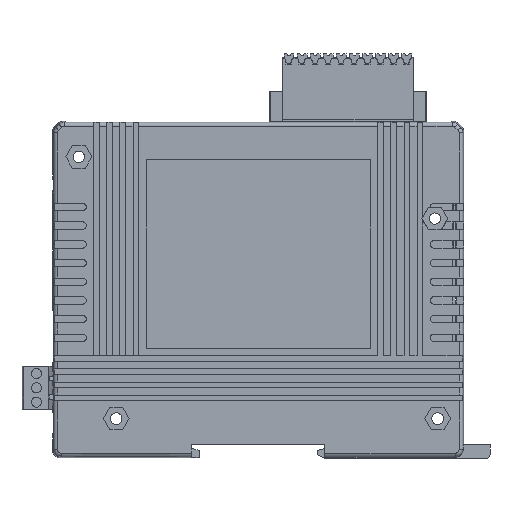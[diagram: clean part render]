
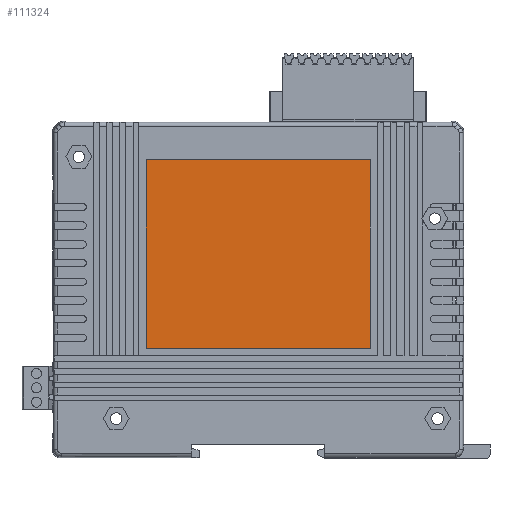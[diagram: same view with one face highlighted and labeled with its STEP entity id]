
A CAD part, left-side view. The second image highlights one B-rep face of the part: STEP entity #111324.
In plain terms, the highlighted face is planar.
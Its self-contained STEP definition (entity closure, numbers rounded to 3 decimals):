
#589 = VECTOR ( 'NONE', #72655, 1000. ) ;
#8489 = ORIENTED_EDGE ( 'NONE', *, *, #32611, .T. ) ;
#11875 = CARTESIAN_POINT ( 'NONE',  ( -29.392, -16.894, -19.971 ) ) ;
#16560 = VECTOR ( 'NONE', #31461, 1000. ) ;
#29449 = AXIS2_PLACEMENT_3D ( 'NONE', #58635, #103736, #56236 ) ;
#31461 = DIRECTION ( 'NONE',  ( 0., 0., -1. ) ) ;
#32570 = CARTESIAN_POINT ( 'NONE',  ( -29.392, -16.894, -70.429 ) ) ;
#32611 = EDGE_CURVE ( 'NONE', #115134, #107110, #40608, .T. ) ;
#37693 = VERTEX_POINT ( 'NONE', #42598 ) ;
#38419 = EDGE_CURVE ( 'NONE', #111443, #37693, #49655, .T. ) ;
#40514 = CARTESIAN_POINT ( 'NONE',  ( -89.392, -16.894, -19.971 ) ) ;
#40608 = LINE ( 'NONE', #114949, #16560 ) ;
#42598 = CARTESIAN_POINT ( 'NONE',  ( -89.392, -16.894, -70.429 ) ) ;
#45034 = ORIENTED_EDGE ( 'NONE', *, *, #102678, .T. ) ;
#45217 = CARTESIAN_POINT ( 'NONE',  ( -29.392, -16.894, -19.971 ) ) ;
#49058 = DIRECTION ( 'NONE',  ( 0., 0., -1. ) ) ;
#49655 = LINE ( 'NONE', #40514, #119789 ) ;
#50849 = EDGE_LOOP ( 'NONE', ( #8489, #45034, #82044, #57927 ) ) ;
#56236 = DIRECTION ( 'NONE',  ( 0., 0., 1. ) ) ;
#57927 = ORIENTED_EDGE ( 'NONE', *, *, #71220, .F. ) ;
#58635 = CARTESIAN_POINT ( 'NONE',  ( -29.392, -16.894, -70.429 ) ) ;
#61584 = CARTESIAN_POINT ( 'NONE',  ( -29.392, -16.894, -70.429 ) ) ;
#64095 = LINE ( 'NONE', #45217, #589 ) ;
#71220 = EDGE_CURVE ( 'NONE', #115134, #111443, #64095, .T. ) ;
#72655 = DIRECTION ( 'NONE',  ( -1., 0., 0. ) ) ;
#75733 = PLANE ( 'NONE',  #29449 ) ;
#82044 = ORIENTED_EDGE ( 'NONE', *, *, #38419, .F. ) ;
#86044 = FACE_OUTER_BOUND ( 'NONE', #50849, .T. ) ;
#88454 = CARTESIAN_POINT ( 'NONE',  ( -89.392, -16.894, -19.971 ) ) ;
#90189 = LINE ( 'NONE', #61584, #96185 ) ;
#96185 = VECTOR ( 'NONE', #99326, 1000. ) ;
#99326 = DIRECTION ( 'NONE',  ( -1., 0., 0. ) ) ;
#102678 = EDGE_CURVE ( 'NONE', #107110, #37693, #90189, .T. ) ;
#103736 = DIRECTION ( 'NONE',  ( 0., 1., 0. ) ) ;
#107110 = VERTEX_POINT ( 'NONE', #32570 ) ;
#111324 = ADVANCED_FACE ( 'NONE', ( #86044 ), #75733, .T. ) ;
#111443 = VERTEX_POINT ( 'NONE', #88454 ) ;
#114949 = CARTESIAN_POINT ( 'NONE',  ( -29.392, -16.894, -19.971 ) ) ;
#115134 = VERTEX_POINT ( 'NONE', #11875 ) ;
#119789 = VECTOR ( 'NONE', #49058, 1000. ) ;
